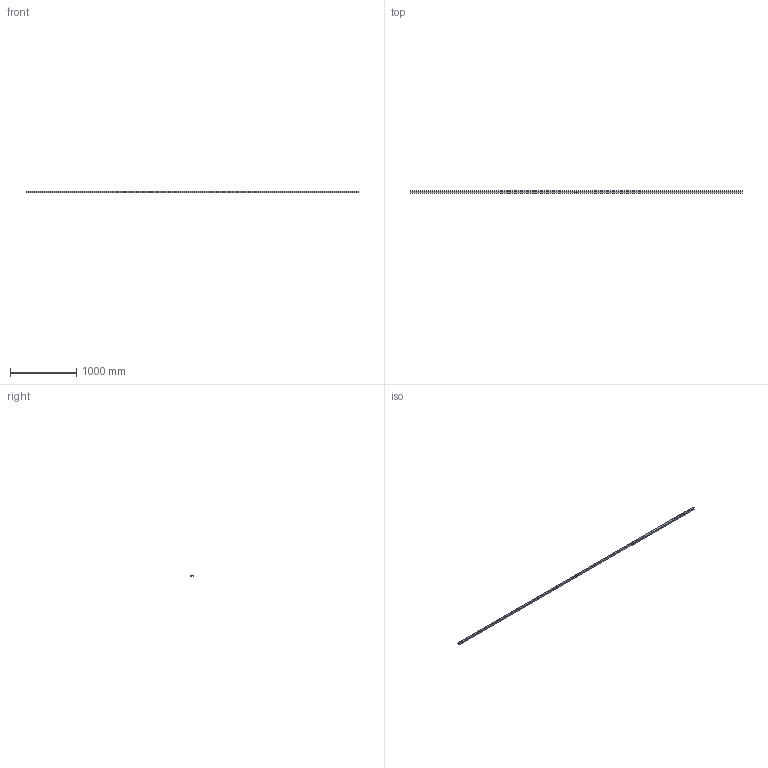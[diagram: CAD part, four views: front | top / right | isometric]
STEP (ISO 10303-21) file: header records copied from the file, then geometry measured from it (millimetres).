
FILE_DESCRIPTION (( 'STEP AP214' ), '1' );
FILE_NAME ('03903-Extrusion Aluminium 25mm Glazing Single.STEP', '2018-10-02T23:20:09', ( '' ), ( '' ), 'SwSTEP 2.0', 'SolidWorks 2018', '' );
FILE_SCHEMA (( 'AUTOMOTIVE_DESIGN' ));
Length unit declared in the file: millimetre
Products named in the file (1): 03903-Extrusion Aluminium 25mm Glazing Single
Bounding box: 5000 x 35.25 x 25.25 mm (x, y, z)
Volume: 643295.5 mm3; surface area: 1178115.3 mm2
Topology: 1 solids, 1 shells, 336 faces, 924 edges, 616 vertices
Faces by surface type: plane 180, bspline 123, cylinder 33
Entity records: 17718 total; most frequent: CARTESIAN_POINT 9904, ORIENTED_EDGE 1848, DIRECTION 1172, EDGE_CURVE 924, VERTEX_POINT 616, LINE 612, VECTOR 612, EDGE_LOOP 364
